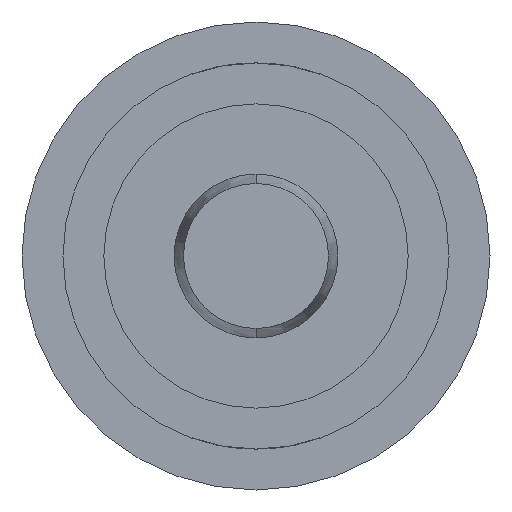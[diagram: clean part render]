
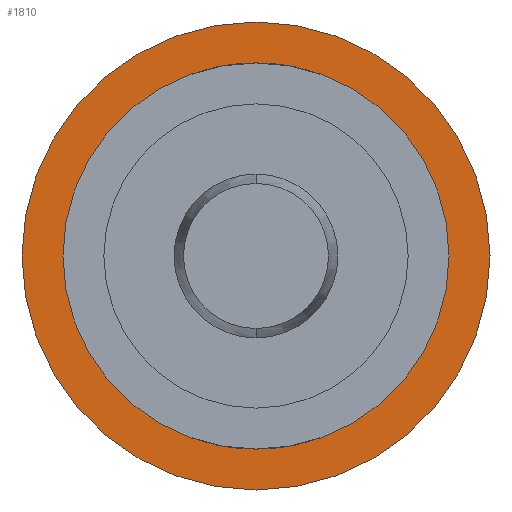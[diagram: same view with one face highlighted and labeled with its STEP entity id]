
A CAD part, front view. The second image highlights one B-rep face of the part: STEP entity #1810.
In plain terms, the highlighted planar face has unit normal (0, -1, 0).
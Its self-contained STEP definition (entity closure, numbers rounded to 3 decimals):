
#58 = AXIS2_PLACEMENT_3D ( 'NONE', #59, #383, #1407 ) ;
#59 = CARTESIAN_POINT ( 'NONE',  ( 0., 28., 0. ) ) ;
#118 = EDGE_CURVE ( 'Defeature ausgef�hrt4_6+Defeature ausgef�hrt4_0+Defeature ausgef�hrt4_0+Defeature ausgef�hrt4_0', #1499, #4194, #2620, .T. ) ;
#313 = CIRCLE ( 'NONE', #784, 1. ) ;
#327 = ORIENTED_EDGE ( 'NONE', *, *, #118, .T. ) ;
#362 = AXIS2_PLACEMENT_3D ( 'NONE', #674, #2711, #3403 ) ;
#383 = DIRECTION ( 'NONE',  ( 0., 1., 0. ) ) ;
#535 = ORIENTED_EDGE ( 'NONE', *, *, #2158, .F. ) ;
#664 = CARTESIAN_POINT ( 'NONE',  ( 0.825, 28., 0. ) ) ;
#674 = CARTESIAN_POINT ( 'NONE',  ( 0., 28., 0. ) ) ;
#784 = AXIS2_PLACEMENT_3D ( 'NONE', #2786, #4140, #4044 ) ;
#1036 = ORIENTED_EDGE ( 'NONE', *, *, #3065, .T. ) ;
#1252 = EDGE_LOOP ( 'NONE', ( #327, #1036 ) ) ;
#1277 = CARTESIAN_POINT ( 'NONE',  ( 0., 28., 0. ) ) ;
#1285 = VERTEX_POINT ( 'NONE', #2563 ) ;
#1366 = CARTESIAN_POINT ( 'NONE',  ( -1., 28., 0. ) ) ;
#1407 = DIRECTION ( 'NONE',  ( 1., 0., 0. ) ) ;
#1409 = CARTESIAN_POINT ( 'NONE',  ( 0., 28., -0.825 ) ) ;
#1499 = VERTEX_POINT ( 'NONE', #2444 ) ;
#1628 = VERTEX_POINT ( 'NONE', #1366 ) ;
#1654 = FACE_BOUND ( 'NONE', #1252, .T. ) ;
#1766 = PLANE ( 'NONE',  #3455 ) ;
#1810 = ADVANCED_FACE ( 'Defeature ausgef�hrt4_6', ( #2658, #1654 ), #1766, .F. ) ;
#2158 = EDGE_CURVE ( 'Defeature ausgef�hrt4_7+Defeature ausgef�hrt4_6+Defeature ausgef�hrt4_6+Defeature ausgef�hrt4_6', #1628, #1285, #313, .T. ) ;
#2444 = CARTESIAN_POINT ( 'NONE',  ( -0.825, 28., 0. ) ) ;
#2563 = CARTESIAN_POINT ( 'NONE',  ( 1., 28., 0. ) ) ;
#2620 = CIRCLE ( 'NONE', #58, 0.825 ) ;
#2634 = ORIENTED_EDGE ( 'NONE', *, *, #3107, .F. ) ;
#2658 = FACE_OUTER_BOUND ( 'NONE', #2690, .T. ) ;
#2690 = EDGE_LOOP ( 'NONE', ( #2634, #535 ) ) ;
#2697 = CIRCLE ( 'NONE', #362, 1. ) ;
#2711 = DIRECTION ( 'NONE',  ( 0., 1., 0. ) ) ;
#2786 = CARTESIAN_POINT ( 'NONE',  ( 0., 28., 0. ) ) ;
#3065 = EDGE_CURVE ( 'Defeature ausgef�hrt4_6+Defeature ausgef�hrt4_0+Defeature ausgef�hrt4_0+Defeature ausgef�hrt4_0', #4194, #1499, #4176, .T. ) ;
#3107 = EDGE_CURVE ( 'Defeature ausgef�hrt4_7+Defeature ausgef�hrt4_6+Defeature ausgef�hrt4_6+Defeature ausgef�hrt4_6', #1285, #1628, #2697, .T. ) ;
#3403 = DIRECTION ( 'NONE',  ( 1., 0., 0. ) ) ;
#3451 = DIRECTION ( 'NONE',  ( 1., 0., 0. ) ) ;
#3455 = AXIS2_PLACEMENT_3D ( 'NONE', #1409, #4117, #3451 ) ;
#3720 = DIRECTION ( 'NONE',  ( 1., 0., 0. ) ) ;
#4044 = DIRECTION ( 'NONE',  ( 1., 0., 0. ) ) ;
#4117 = DIRECTION ( 'NONE',  ( 0., 1., 0. ) ) ;
#4140 = DIRECTION ( 'NONE',  ( 0., 1., 0. ) ) ;
#4176 = CIRCLE ( 'NONE', #4310, 0.825 ) ;
#4194 = VERTEX_POINT ( 'NONE', #664 ) ;
#4310 = AXIS2_PLACEMENT_3D ( 'NONE', #1277, #4323, #3720 ) ;
#4323 = DIRECTION ( 'NONE',  ( 0., 1., 0. ) ) ;
